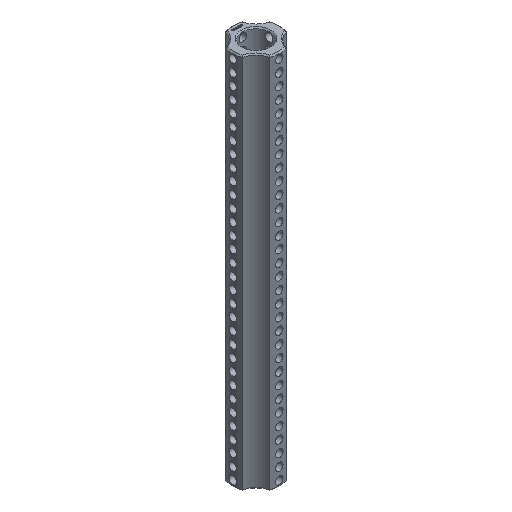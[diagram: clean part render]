
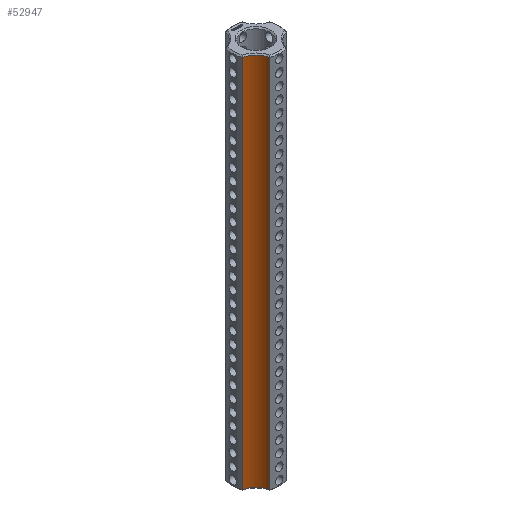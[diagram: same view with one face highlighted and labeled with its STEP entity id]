
A CAD part, isometric view. The second image highlights one B-rep face of the part: STEP entity #52947.
In plain terms, the highlighted cylindrical face has radius 5 mm (diameter 10 mm), a partial arc.
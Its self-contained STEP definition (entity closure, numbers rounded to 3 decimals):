
#6941 = CYLINDRICAL_SURFACE('',#6942,6.25);
#6942 = AXIS2_PLACEMENT_3D('',#6943,#6944,#6945);
#6943 = CARTESIAN_POINT('',(0.,0.,0.));
#6944 = DIRECTION('',(-0.,-0.,-1.));
#6945 = DIRECTION('',(1.,0.,0.));
#14806 = EDGE_CURVE('',#14807,#14809,#14811,.T.);
#14807 = VERTEX_POINT('',#14808);
#14808 = CARTESIAN_POINT('',(-2.225,-5.841,0.3));
#14809 = VERTEX_POINT('',#14810);
#14810 = CARTESIAN_POINT('',(-2.225,-5.841,99.7));
#14811 = SURFACE_CURVE('',#14812,(#14816,#14823),.PCURVE_S1.);
#14812 = LINE('',#14813,#14814);
#14813 = CARTESIAN_POINT('',(-2.225,-5.841,0.));
#14814 = VECTOR('',#14815,1.);
#14815 = DIRECTION('',(0.,0.,1.));
#14816 = PCURVE('',#6941,#14817);
#14817 = DEFINITIONAL_REPRESENTATION('',(#14818),#14822);
#14818 = LINE('',#14819,#14820);
#14819 = CARTESIAN_POINT('',(-4.348,0.));
#14820 = VECTOR('',#14821,1.);
#14821 = DIRECTION('',(-0.,-1.));
#14822 = ( GEOMETRIC_REPRESENTATION_CONTEXT(2) 
PARAMETRIC_REPRESENTATION_CONTEXT() REPRESENTATION_CONTEXT('2D SPACE',''
  ) );
#14823 = PCURVE('',#14824,#14829);
#14824 = CYLINDRICAL_SURFACE('',#14825,5.);
#14825 = AXIS2_PLACEMENT_3D('',#14826,#14827,#14828);
#14826 = CARTESIAN_POINT('',(-7.071,-7.071,0.));
#14827 = DIRECTION('',(-0.,-0.,-1.));
#14828 = DIRECTION('',(1.,0.,0.));
#14829 = DEFINITIONAL_REPRESENTATION('',(#14830),#14834);
#14830 = LINE('',#14831,#14832);
#14831 = CARTESIAN_POINT('',(-0.249,0.));
#14832 = VECTOR('',#14833,1.);
#14833 = DIRECTION('',(-0.,-1.));
#14834 = ( GEOMETRIC_REPRESENTATION_CONTEXT(2) 
PARAMETRIC_REPRESENTATION_CONTEXT() REPRESENTATION_CONTEXT('2D SPACE',''
  ) );
#20317 = CONICAL_SURFACE('',#20318,5.,0.785);
#20318 = AXIS2_PLACEMENT_3D('',#20319,#20320,#20321);
#20319 = CARTESIAN_POINT('',(-7.071,-7.071,0.3));
#20320 = DIRECTION('',(-0.,-0.,-1.));
#20321 = DIRECTION('',(0.969,0.246,0.));
#20549 = CONICAL_SURFACE('',#20550,5.,0.785);
#20550 = AXIS2_PLACEMENT_3D('',#20551,#20552,#20553);
#20551 = CARTESIAN_POINT('',(-7.071,-7.071,99.7));
#20552 = DIRECTION('',(0.,0.,1.));
#20553 = DIRECTION('',(0.969,0.246,0.));
#52947 = ADVANCED_FACE('',(#52948),#14824,.F.);
#52948 = FACE_BOUND('',#52949,.T.);
#52949 = EDGE_LOOP('',(#52950,#52951,#52975,#53003));
#52950 = ORIENTED_EDGE('',*,*,#14806,.T.);
#52951 = ORIENTED_EDGE('',*,*,#52952,.T.);
#52952 = EDGE_CURVE('',#14809,#52953,#52955,.T.);
#52953 = VERTEX_POINT('',#52954);
#52954 = CARTESIAN_POINT('',(-5.841,-2.225,99.7));
#52955 = SURFACE_CURVE('',#52956,(#52961,#52968),.PCURVE_S1.);
#52956 = CIRCLE('',#52957,5.);
#52957 = AXIS2_PLACEMENT_3D('',#52958,#52959,#52960);
#52958 = CARTESIAN_POINT('',(-7.071,-7.071,99.7));
#52959 = DIRECTION('',(0.,-0.,1.));
#52960 = DIRECTION('',(0.969,0.246,0.));
#52961 = PCURVE('',#14824,#52962);
#52962 = DEFINITIONAL_REPRESENTATION('',(#52963),#52967);
#52963 = LINE('',#52964,#52965);
#52964 = CARTESIAN_POINT('',(-0.249,-99.7));
#52965 = VECTOR('',#52966,1.);
#52966 = DIRECTION('',(-1.,0.));
#52967 = ( GEOMETRIC_REPRESENTATION_CONTEXT(2) 
PARAMETRIC_REPRESENTATION_CONTEXT() REPRESENTATION_CONTEXT('2D SPACE',''
  ) );
#52968 = PCURVE('',#20549,#52969);
#52969 = DEFINITIONAL_REPRESENTATION('',(#52970),#52974);
#52970 = LINE('',#52971,#52972);
#52971 = CARTESIAN_POINT('',(0.,0.));
#52972 = VECTOR('',#52973,1.);
#52973 = DIRECTION('',(1.,0.));
#52974 = ( GEOMETRIC_REPRESENTATION_CONTEXT(2) 
PARAMETRIC_REPRESENTATION_CONTEXT() REPRESENTATION_CONTEXT('2D SPACE',''
  ) );
#52975 = ORIENTED_EDGE('',*,*,#52976,.F.);
#52976 = EDGE_CURVE('',#52977,#52953,#52979,.T.);
#52977 = VERTEX_POINT('',#52978);
#52978 = CARTESIAN_POINT('',(-5.841,-2.225,0.3));
#52979 = SURFACE_CURVE('',#52980,(#52984,#52991),.PCURVE_S1.);
#52980 = LINE('',#52981,#52982);
#52981 = CARTESIAN_POINT('',(-5.841,-2.225,0.));
#52982 = VECTOR('',#52983,1.);
#52983 = DIRECTION('',(0.,0.,1.));
#52984 = PCURVE('',#14824,#52985);
#52985 = DEFINITIONAL_REPRESENTATION('',(#52986),#52990);
#52986 = LINE('',#52987,#52988);
#52987 = CARTESIAN_POINT('',(-1.322,0.));
#52988 = VECTOR('',#52989,1.);
#52989 = DIRECTION('',(-0.,-1.));
#52990 = ( GEOMETRIC_REPRESENTATION_CONTEXT(2) 
PARAMETRIC_REPRESENTATION_CONTEXT() REPRESENTATION_CONTEXT('2D SPACE',''
  ) );
#52991 = PCURVE('',#52992,#52997);
#52992 = CYLINDRICAL_SURFACE('',#52993,6.25);
#52993 = AXIS2_PLACEMENT_3D('',#52994,#52995,#52996);
#52994 = CARTESIAN_POINT('',(0.,0.,0.));
#52995 = DIRECTION('',(-0.,-0.,-1.));
#52996 = DIRECTION('',(1.,0.,0.));
#52997 = DEFINITIONAL_REPRESENTATION('',(#52998),#53002);
#52998 = LINE('',#52999,#53000);
#52999 = CARTESIAN_POINT('',(-3.506,0.));
#53000 = VECTOR('',#53001,1.);
#53001 = DIRECTION('',(-0.,-1.));
#53002 = ( GEOMETRIC_REPRESENTATION_CONTEXT(2) 
PARAMETRIC_REPRESENTATION_CONTEXT() REPRESENTATION_CONTEXT('2D SPACE',''
  ) );
#53003 = ORIENTED_EDGE('',*,*,#53004,.F.);
#53004 = EDGE_CURVE('',#14807,#52977,#53005,.T.);
#53005 = SURFACE_CURVE('',#53006,(#53011,#53018),.PCURVE_S1.);
#53006 = CIRCLE('',#53007,5.);
#53007 = AXIS2_PLACEMENT_3D('',#53008,#53009,#53010);
#53008 = CARTESIAN_POINT('',(-7.071,-7.071,0.3));
#53009 = DIRECTION('',(0.,-0.,1.));
#53010 = DIRECTION('',(0.969,0.246,0.));
#53011 = PCURVE('',#14824,#53012);
#53012 = DEFINITIONAL_REPRESENTATION('',(#53013),#53017);
#53013 = LINE('',#53014,#53015);
#53014 = CARTESIAN_POINT('',(-0.249,-0.3));
#53015 = VECTOR('',#53016,1.);
#53016 = DIRECTION('',(-1.,0.));
#53017 = ( GEOMETRIC_REPRESENTATION_CONTEXT(2) 
PARAMETRIC_REPRESENTATION_CONTEXT() REPRESENTATION_CONTEXT('2D SPACE',''
  ) );
#53018 = PCURVE('',#20317,#53019);
#53019 = DEFINITIONAL_REPRESENTATION('',(#53020),#53024);
#53020 = LINE('',#53021,#53022);
#53021 = CARTESIAN_POINT('',(-0.,0.));
#53022 = VECTOR('',#53023,1.);
#53023 = DIRECTION('',(-1.,0.));
#53024 = ( GEOMETRIC_REPRESENTATION_CONTEXT(2) 
PARAMETRIC_REPRESENTATION_CONTEXT() REPRESENTATION_CONTEXT('2D SPACE',''
  ) );
